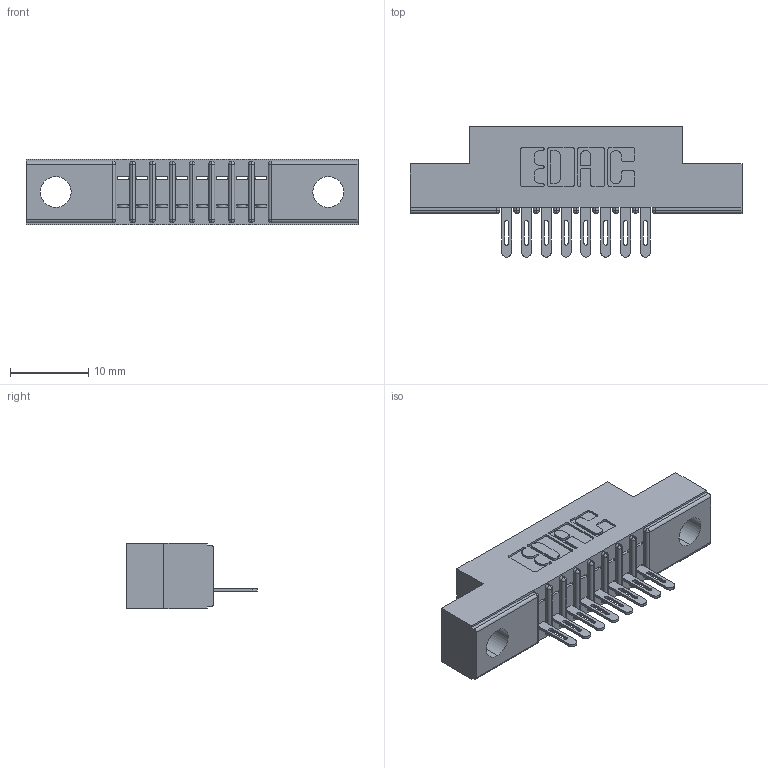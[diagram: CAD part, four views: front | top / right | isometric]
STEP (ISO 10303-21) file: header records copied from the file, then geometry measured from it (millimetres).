
FILE_DESCRIPTION (( 'STEP AP203' ), '1' );
FILE_NAME ('341-008-500-104.STEP', '2019-08-09T15:55:14', ( '' ), ( '' ), 'SwSTEP 2.0', 'SolidWorks 2016', '' );
FILE_SCHEMA (( 'CONFIG_CONTROL_DESIGN' ));
Length unit declared in the file: inch
Products named in the file (3): 341-008-500-104; 341 Part_.156 (3.96) Dia Mounting Holes; 341-292-001_341-292-100
Assembly tree (9 placements, depth 2):
  341-008-500-104
    341 Part_.156 (3.96) Dia Mounting Holes
    341-292-001_341-292-100  x8
Bounding box: 42.55 x 16.69 x 8.38 mm (x, y, z)
Volume: 2307.5 mm3; surface area: 3545.8 mm2
Topology: 9 solids, 9 shells, 786 faces, 2248 edges, 1446 vertices
Faces by surface type: plane 474, cylinder 280, sphere 18, torus 14
Entity records: 14381 total; most frequent: CARTESIAN_POINT 2430, ORIENTED_EDGE 2416, DIRECTION 2370, EDGE_CURVE 1208, LINE 942, VECTOR 942, VERTEX_POINT 774, AXIS2_PLACEMENT_3D 714
